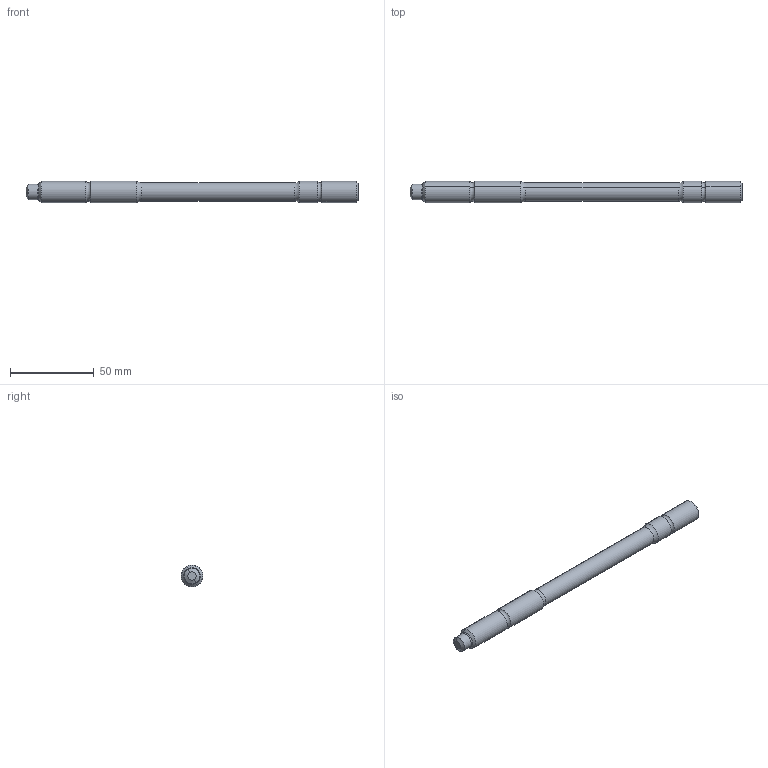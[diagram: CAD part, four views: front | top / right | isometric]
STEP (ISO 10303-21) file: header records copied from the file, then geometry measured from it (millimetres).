
FILE_DESCRIPTION(('CATIA V5 STEP Exchange'),'2;1');
FILE_NAME('200107_MonocoqueBushStudR02.stp','2020-07-01T15:50:09+00:00',('none'),('none'),'CATIA Version 5-6 Release 2016','CATIA V5 STEP AP203','none');
FILE_SCHEMA(('CONFIG_CONTROL_DESIGN'));
Length unit declared in the file: millimetre
Products named in the file (1): EngineStudsR08
Bounding box: 198 x 13 x 13 mm (x, y, z)
Volume: 21409.8 mm3; surface area: 7672 mm2
Topology: 1 solids, 1 shells, 37 faces, 76 edges, 42 vertices
Faces by surface type: cylinder 12, torus 10, plane 9, cone 6
Entity records: 903 total; most frequent: ORIENTED_EDGE 152, CARTESIAN_POINT 144, DIRECTION 126, EDGE_CURVE 76, AXIS2_PLACEMENT_3D 66, VERTEX_POINT 42, CIRCLE 40, EDGE_LOOP 38
